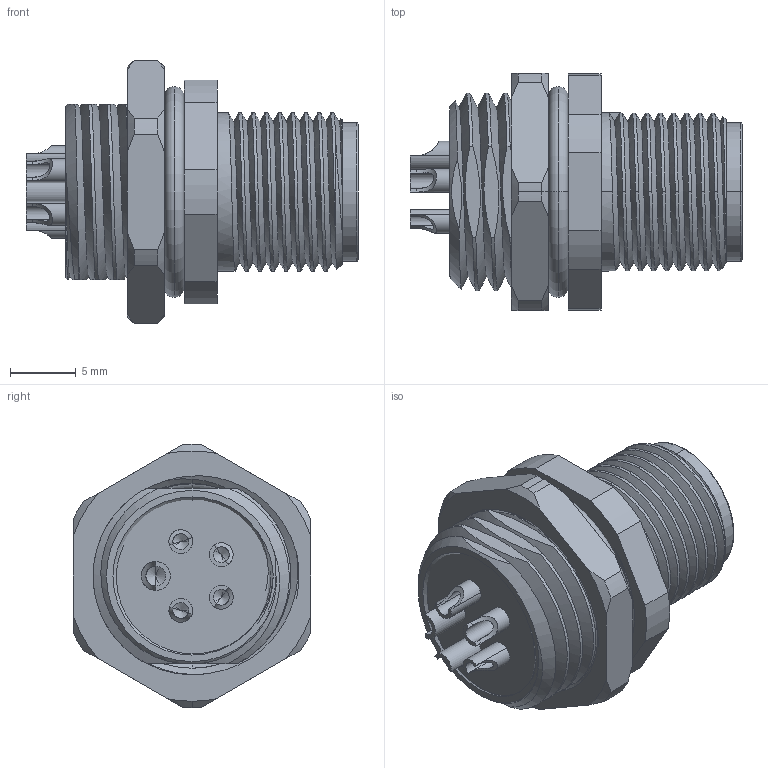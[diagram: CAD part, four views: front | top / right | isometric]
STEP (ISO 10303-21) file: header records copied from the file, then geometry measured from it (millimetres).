
FILE_DESCRIPTION (( 'STEP AP203' ), '1' );
FILE_NAME ('54-00455.STEP', '2025-03-14T17:51:56', ( '' ), ( '' ), 'SwSTEP 2.0', 'SolidWorks 2021', '' );
FILE_SCHEMA (( 'CONFIG_CONTROL_DESIGN' ));
Length unit declared in the file: millimetre
Products named in the file (7): 54-00455-02___; 54-00455-01___; 54-00455-04___; 554-00453-06___; 54-00455-03___; 54-00455-05___; 54-00455
Assembly tree (9 placements, depth 2):
  54-00455
    54-00455-01___
    54-00455-02___
    54-00455-03___  x4
    54-00455-04___
    54-00455-05___
    554-00453-06___
Bounding box: 25.2 x 18 x 20 mm (x, y, z)
Volume: 3160.2 mm3; surface area: 5912 mm2
Topology: 9 solids, 9 shells, 368 faces, 907 edges, 567 vertices
Faces by surface type: cylinder 158, plane 106, cone 52, torus 34, bspline 10, sphere 8
Entity records: 12828 total; most frequent: CARTESIAN_POINT 5692, ORIENTED_EDGE 1378, DIRECTION 1286, EDGE_CURVE 689, AXIS2_PLACEMENT_3D 509, VERTEX_POINT 447, EDGE_LOOP 306, FACE_OUTER_BOUND 272
